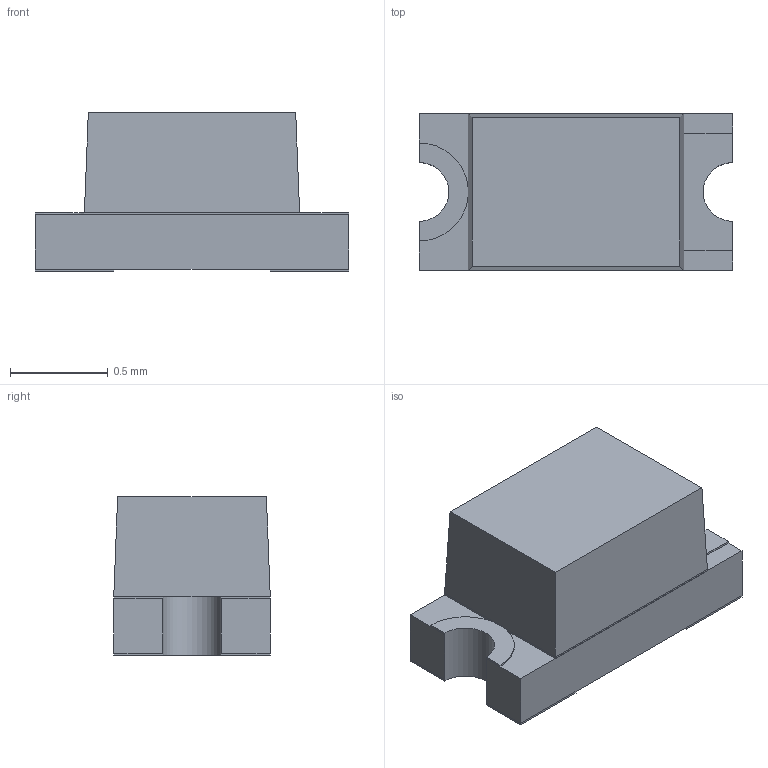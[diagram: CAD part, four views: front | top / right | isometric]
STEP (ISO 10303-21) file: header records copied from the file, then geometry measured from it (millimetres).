
FILE_DESCRIPTION(('FreeCAD Model'),'2;1');
FILE_NAME('0603_Y.stp', '2015-12-03T20:58:15',('Author'),(''), 'Open CASCADE STEP processor 6.7','FreeCAD','Unknown');
FILE_SCHEMA(('AUTOMOTIVE_DESIGN_CC2 { 1 2 10303 214 -1 1 5 4 }'));
Length unit declared in the file: millimetre
Products named in the file (3): ASSEMBLY; Chamfer; Cut
Assembly tree (2 placements, depth 2):
  ASSEMBLY
    Chamfer
    Cut
Bounding box: 1.6 x 0.8 x 0.81 mm (x, y, z)
Volume: 0.8 mm3; surface area: 7.6 mm2
Topology: 2 solids, 2 shells, 42 faces, 98 edges, 60 vertices
Faces by surface type: plane 39, cylinder 3
Entity records: 2726 total; most frequent: CARTESIAN_POINT 417, DIRECTION 387, LINE 282, VECTOR 282, ORIENTED_EDGE 196, PCURVE 196, DEFINITIONAL_REPRESENTATION 196, EDGE_CURVE 98
